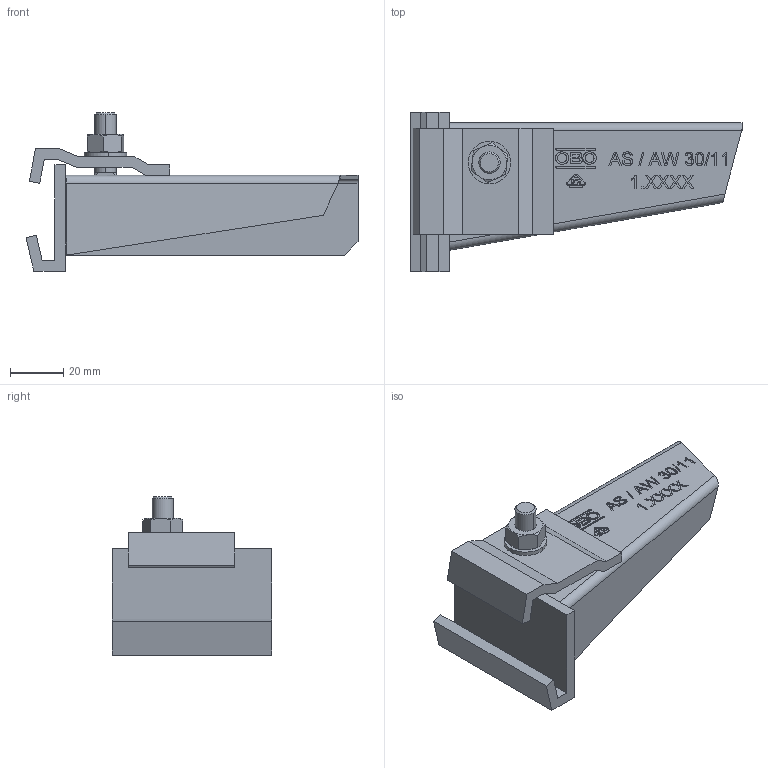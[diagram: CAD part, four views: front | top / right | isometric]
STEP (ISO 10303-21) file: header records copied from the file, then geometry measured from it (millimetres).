
FILE_DESCRIPTION((''),'2;1');
FILE_NAME('6418759_ASM','2013-01-26T',('AndreasKeweloh'),(''),'PRO/ENGINEER BY PARAMETRIC TECHNOLOGY CORPORATION, 2012360','PRO/ENGINEER BY PARAMETRIC TECHNOLOGY CORPORATION, 2012360','');
FILE_SCHEMA(('CONFIG_CONTROL_DESIGN'));
Length unit declared in the file: millimetre
Products named in the file (7): 011421_WASHER_DIN_125_-_A_8_4; 011423_HEXAGON_NUT_ISO_4032_-_M; KTS_14_002-024_M8X25-; KTS_04_022-009; TEIL1_4_X_60_X_40_; KTS_04_019-036; 6418759_ASM
Assembly tree (6 placements, depth 2):
  6418759_ASM
    011421_WASHER_DIN_125_-_A_8_4
    011423_HEXAGON_NUT_ISO_4032_-_M
    KTS_14_002-024_M8X25-
    KTS_04_022-009
    TEIL1_4_X_60_X_40_
    KTS_04_019-036
Bounding box: 124.9 x 60 x 59.5 mm (x, y, z)
Volume: 40132.3 mm3; surface area: 34977.8 mm2
Topology: 6 solids, 6 shells, 427 faces, 1092 edges, 713 vertices
Faces by surface type: plane 271, extrusion 79, cylinder 50, cone 22, bspline 3, sphere 2
Entity records: 15744 total; most frequent: CARTESIAN_POINT 5500, ORIENTED_EDGE 2184, DIRECTION 1814, EDGE_CURVE 1092, VECTOR 850, LINE 771, VERTEX_POINT 713, AXIS2_PLACEMENT_3D 482
